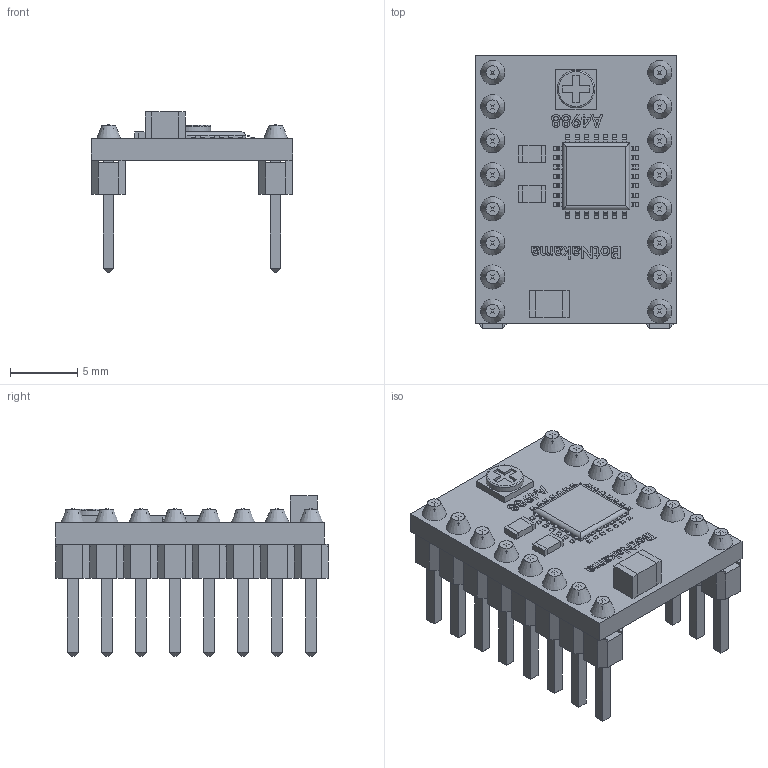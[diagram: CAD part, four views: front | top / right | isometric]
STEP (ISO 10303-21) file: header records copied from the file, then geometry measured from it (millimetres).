
FILE_DESCRIPTION(/* description */ ('FreeCAD Model'),/* implementation_level */ '2;1');
FILE_NAME(/* name */ 'A4988.stp',/* time_stamp */ '2023-09-29T21:44:50-05:00',/* author */ ('Eduardo Tafur Sueldo'),/* organization */ (''),/* preprocessor_version */ 'ST-DEVELOPER v18.1',/* originating_system */ 'Autodesk Inventor 2022',/* authorisation */ 'Unknown');
FILE_SCHEMA (('AUTOMOTIVE_DESIGN { 1 0 10303 214 3 1 1 }'));
Length unit declared in the file: millimetre
Products named in the file (13): A4988; Pad; Array003; Array004; Array005; Integrado; Fusion012; Fusion019; Fusion; Cubo001; Pad012; BotNakama; A4988_1
Assembly tree (12 placements, depth 2):
  A4988
    Pad
    Array003
    Array004
    Array005
    Integrado
    Fusion012
    Fusion019
    Fusion
    Cubo001
    Pad012
    BotNakama
    A4988_1
Bounding box: 15 x 20.32 x 11.95 mm (x, y, z)
Volume: 849.8 mm3; surface area: 2223.2 mm2
Topology: 56 solids, 70 shells, 1274 faces, 3194 edges, 2048 vertices
Faces by surface type: plane 1140, cylinder 117, cone 16, torus 1
Full cylindrical faces by diameter (mm): 2.8 x1
Entity records: 38434 total; most frequent: CARTESIAN_POINT 7645, ORIENTED_EDGE 5915, DIRECTION 5692, EDGE_CURVE 3194, LINE 2558, VECTOR 2558, VERTEX_POINT 2048, AXIS2_PLACEMENT_3D 1567
